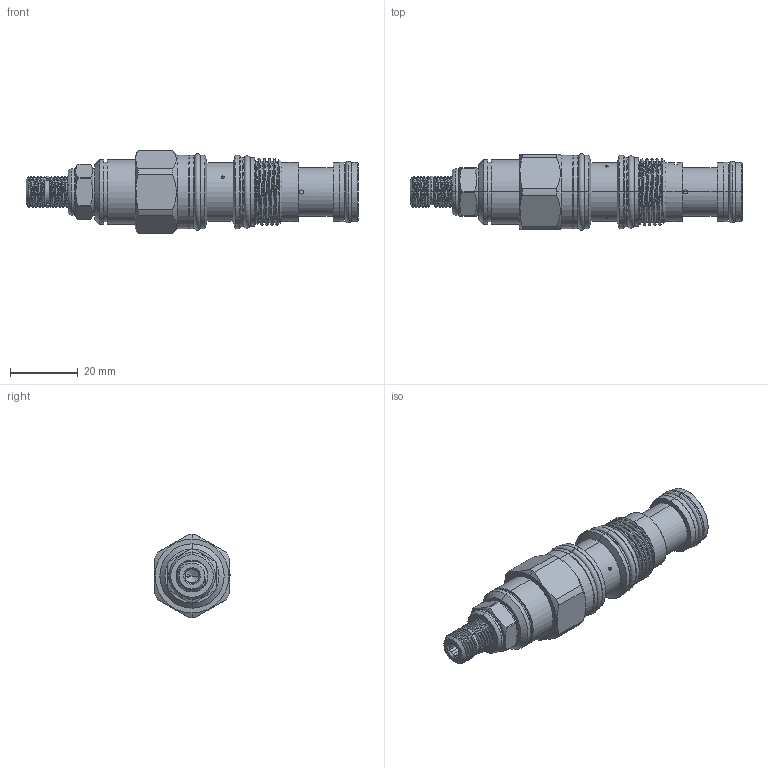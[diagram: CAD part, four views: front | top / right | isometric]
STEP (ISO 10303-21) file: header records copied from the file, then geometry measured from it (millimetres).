
FILE_DESCRIPTION (( 'STEP AP203' ), '1' );
FILE_NAME ('QP11A3A-L.STEP', '2020-03-03T02:46:56', ( '' ), ( '' ), 'SwSTEP 2.0', 'SolidWorks 2018', '' );
FILE_SCHEMA (( 'CONFIG_CONTROL_DESIGN' ));
Length unit declared in the file: millimetre
Products named in the file (1): QP11A3A-L
Bounding box: 98.14 x 22.55 x 24.6 mm (x, y, z)
Volume: 23955.5 mm3; surface area: 9186.1 mm2
Topology: 4 solids, 4 shells, 266 faces, 624 edges, 388 vertices
Faces by surface type: cylinder 130, plane 58, cone 41, torus 28, bspline 9
Entity records: 14898 total; most frequent: CARTESIAN_POINT 8944, ORIENTED_EDGE 1244, DIRECTION 1230, EDGE_CURVE 622, AXIS2_PLACEMENT_3D 512, VERTEX_POINT 388, EDGE_LOOP 294, ADVANCED_FACE 266
